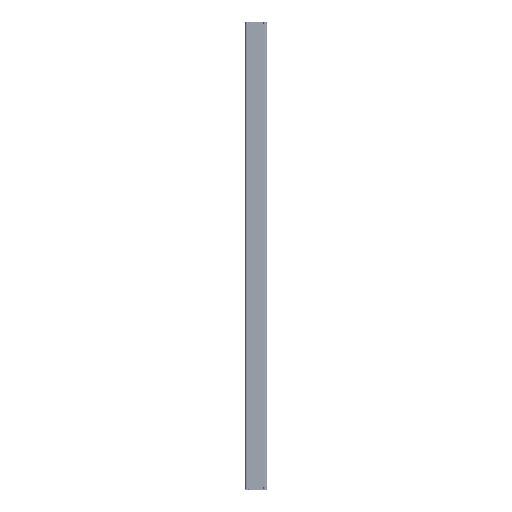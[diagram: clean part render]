
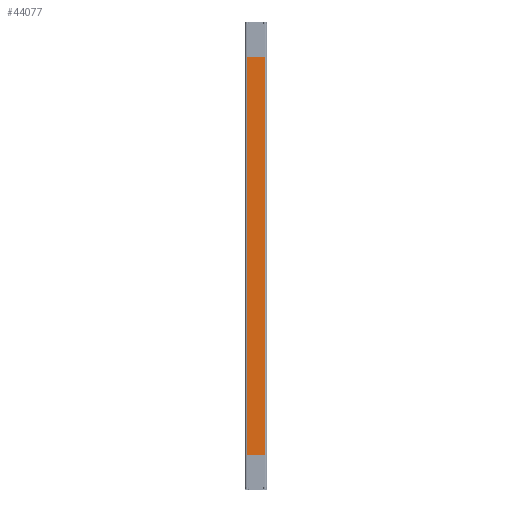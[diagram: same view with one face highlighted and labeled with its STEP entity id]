
A CAD part, front view. The second image highlights one B-rep face of the part: STEP entity #44077.
In plain terms, the highlighted planar face has unit normal (0, -1, 0).
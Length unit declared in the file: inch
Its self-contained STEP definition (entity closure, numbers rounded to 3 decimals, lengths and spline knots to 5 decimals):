
#9577 = LINE ( 'NONE', #36029, #32777 ) ;
#10001 = LINE ( 'NONE', #41277, #152016 ) ;
#13941 = EDGE_LOOP ( 'NONE', ( #182213, #75618, #191572, #82165 ) ) ;
#17472 = CARTESIAN_POINT ( 'NONE',  ( 0., 0., -39.37008 ) ) ;
#21177 = DIRECTION ( 'NONE',  ( 0., 0., 1. ) ) ;
#32777 = VECTOR ( 'NONE', #109564, 39.37008 ) ;
#35872 = LINE ( 'NONE', #53524, #37907 ) ;
#36029 = CARTESIAN_POINT ( 'NONE',  ( 0., 0., 0. ) ) ;
#37907 = VECTOR ( 'NONE', #21177, 39.37008 ) ;
#38529 = VERTEX_POINT ( 'NONE', #89996 ) ;
#40777 = VERTEX_POINT ( 'NONE', #136303 ) ;
#41277 = CARTESIAN_POINT ( 'NONE',  ( -0.88583, 0., -39.37008 ) ) ;
#43876 = EDGE_CURVE ( 'NONE', #162181, #40777, #10001, .T. ) ;
#44077 = ADVANCED_FACE ( 'NONE', ( #140023 ), #51916, .T. ) ;
#51916 = PLANE ( 'NONE',  #180303 ) ;
#52056 = CARTESIAN_POINT ( 'NONE',  ( 0.88583, 0., -39.37008 ) ) ;
#53524 = CARTESIAN_POINT ( 'NONE',  ( 0.88583, 0., -39.37008 ) ) ;
#61157 = EDGE_CURVE ( 'NONE', #162181, #123620, #136930, .T. ) ;
#69692 = VECTOR ( 'NONE', #77228, 39.37008 ) ;
#71669 = DIRECTION ( 'NONE',  ( 0., 0., 1. ) ) ;
#72566 = EDGE_CURVE ( 'NONE', #40777, #38529, #9577, .T. ) ;
#75618 = ORIENTED_EDGE ( 'NONE', *, *, #43876, .F. ) ;
#77228 = DIRECTION ( 'NONE',  ( 1., 0., 0. ) ) ;
#79396 = DIRECTION ( 'NONE',  ( 0., -1., 0. ) ) ;
#82165 = ORIENTED_EDGE ( 'NONE', *, *, #102201, .T. ) ;
#89996 = CARTESIAN_POINT ( 'NONE',  ( 0.88583, 0., 0. ) ) ;
#96957 = CARTESIAN_POINT ( 'NONE',  ( 0., 0., -39.37008 ) ) ;
#102201 = EDGE_CURVE ( 'NONE', #123620, #38529, #35872, .T. ) ;
#109564 = DIRECTION ( 'NONE',  ( 1., 0., 0. ) ) ;
#123620 = VERTEX_POINT ( 'NONE', #52056 ) ;
#136303 = CARTESIAN_POINT ( 'NONE',  ( -0.88583, 0., 0. ) ) ;
#136930 = LINE ( 'NONE', #17472, #69692 ) ;
#140023 = FACE_OUTER_BOUND ( 'NONE', #13941, .T. ) ;
#152016 = VECTOR ( 'NONE', #71669, 39.37008 ) ;
#156681 = DIRECTION ( 'NONE',  ( 0., 0., -1. ) ) ;
#162181 = VERTEX_POINT ( 'NONE', #183833 ) ;
#180303 = AXIS2_PLACEMENT_3D ( 'NONE', #96957, #79396, #156681 ) ;
#182213 = ORIENTED_EDGE ( 'NONE', *, *, #72566, .F. ) ;
#183833 = CARTESIAN_POINT ( 'NONE',  ( -0.88583, 0., -39.37008 ) ) ;
#191572 = ORIENTED_EDGE ( 'NONE', *, *, #61157, .T. ) ;
